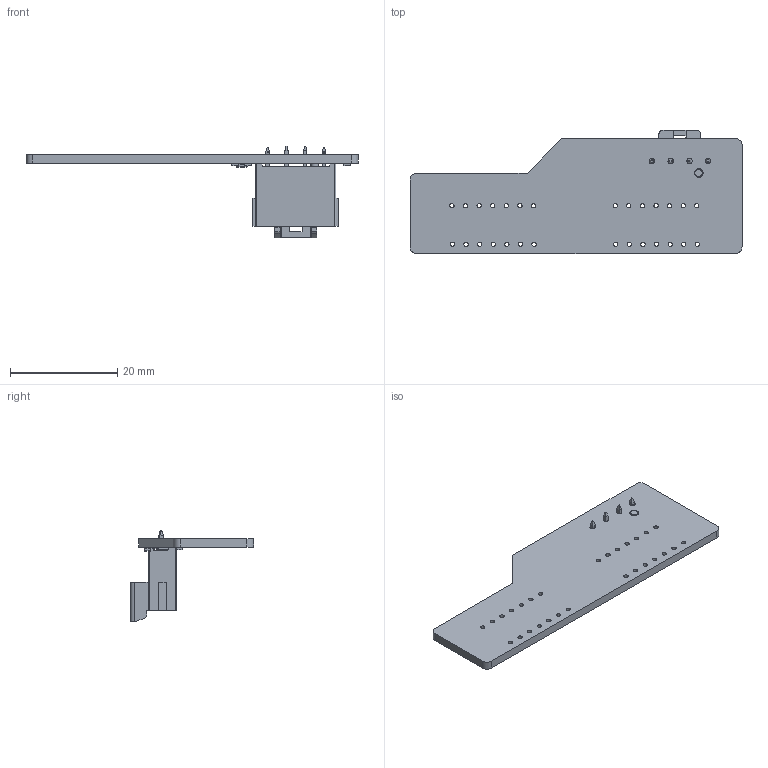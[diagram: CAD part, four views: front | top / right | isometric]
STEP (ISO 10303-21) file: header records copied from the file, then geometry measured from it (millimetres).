
FILE_DESCRIPTION(('FreeCAD Model'),'2;1');
FILE_NAME('Backpack1.step', '2018-02-08T15:59:37',('kicad StepUp'),('ksu MCAD'), 'Open CASCADE STEP processor 6.8','FreeCAD','Unknown');
FILE_SCHEMA(('AUTOMOTIVE_DESIGN_CC2 { 1 2 10303 214 -1 1 5 4 }'));
Length unit declared in the file: millimetre
Products named in the file (7): Pcb; 1722861104_; C_0805_; LED_0805_Base_GREEN001_sp_; res0805_; res0805_001; res0805_002
Bounding box: 61.98 x 23.01 x 17.15 mm (x, y, z)
Volume: 2479 mm3; surface area: 4115.6 mm2
Topology: 6 solids, 48 shells, 569 faces, 1624 edges, 1108 vertices
Faces by surface type: plane 310, cylinder 181, bspline 28, sphere 26, torus 24
Full cylindrical faces by diameter (mm): 0.798 x28, 1.02 x4, 1.6 x1
Entity records: 21975 total; most frequent: CARTESIAN_POINT 5678, ORIENTED_EDGE 3024, DIRECTION 2812, EDGE_CURVE 1592, VERTEX_POINT 1108, LINE 948, VECTOR 948, AXIS2_PLACEMENT_3D 932
